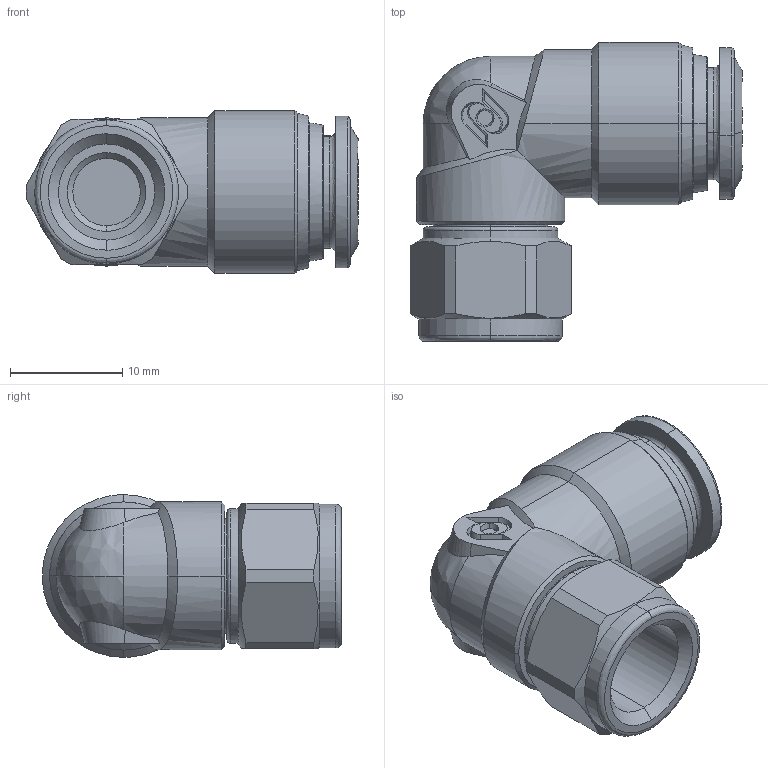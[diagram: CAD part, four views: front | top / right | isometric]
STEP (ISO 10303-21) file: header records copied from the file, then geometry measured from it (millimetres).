
FILE_DESCRIPTION (( 'STEP AP214' ), '1' );
FILE_NAME ('PLF08-G01_ME.STEP', '2018-09-06T13:06:18', ( '' ), ( '' ), 'SwSTEP 2.0', 'SolidWorks 2018', '' );
FILE_SCHEMA (( 'AUTOMOTIVE_DESIGN' ));
Length unit declared in the file: millimetre
Products named in the file (1): PLF08-G01_ME
Bounding box: 29.58 x 26.64 x 14.5 mm (x, y, z)
Volume: 4797.8 mm3; surface area: 2666.9 mm2
Topology: 1 solids, 1 shells, 144 faces, 373 edges, 238 vertices
Faces by surface type: bspline 144
Entity records: 6464 total; most frequent: CARTESIAN_POINT 4290, ORIENTED_EDGE 738, EDGE_CURVE 369, B_SPLINE_CURVE_WITH_KNOTS 254, VERTEX_POINT 238, EDGE_LOOP 159, ADVANCED_FACE 144, FACE_OUTER_BOUND 144
